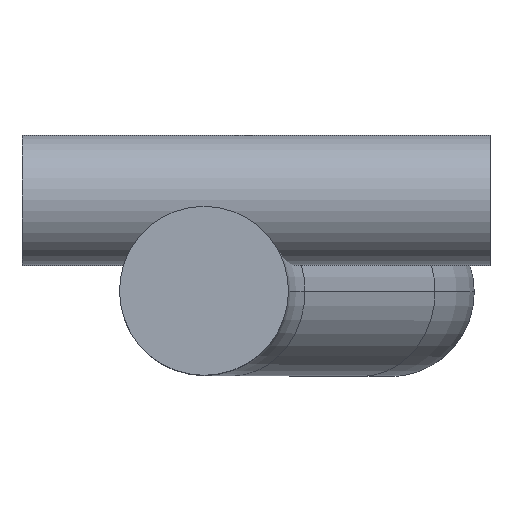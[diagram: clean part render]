
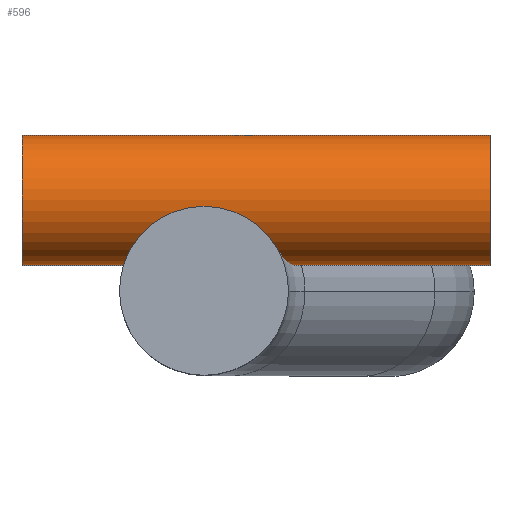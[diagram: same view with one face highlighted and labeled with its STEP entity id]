
A CAD part, top view. The second image highlights one B-rep face of the part: STEP entity #596.
In plain terms, the highlighted cylindrical face has radius 25 mm (diameter 50 mm), a partial arc.
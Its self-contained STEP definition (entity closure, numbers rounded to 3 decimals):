
#1 = CARTESIAN_POINT ( 'NONE',  ( -70., 10., -100. ) ) ;
#39 = EDGE_CURVE ( 'NONE', #376, #321, #482, .T. ) ;
#42 = DIRECTION ( 'NONE',  ( 0., 0., -1. ) ) ;
#50 = CARTESIAN_POINT ( 'NONE',  ( -70., 10., -100. ) ) ;
#58 = ORIENTED_EDGE ( 'NONE', *, *, #39, .F. ) ;
#69 = DIRECTION ( 'NONE',  ( 0., 0., -1. ) ) ;
#88 = VECTOR ( 'NONE', #479, 1000. ) ;
#122 = FACE_OUTER_BOUND ( 'NONE', #386, .T. ) ;
#142 = EDGE_CURVE ( 'NONE', #145, #376, #152, .T. ) ;
#145 = VERTEX_POINT ( 'NONE', #220 ) ;
#152 = LINE ( 'NONE', #519, #88 ) ;
#191 = AXIS2_PLACEMENT_3D ( 'NONE', #370, #319, #69 ) ;
#208 = EDGE_CURVE ( 'NONE', #145, #328, #382, .T. ) ;
#220 = CARTESIAN_POINT ( 'NONE',  ( -70., 60., -100. ) ) ;
#248 = AXIS2_PLACEMENT_3D ( 'NONE', #271, #366, #608 ) ;
#271 = CARTESIAN_POINT ( 'NONE',  ( 110., 35., -100. ) ) ;
#319 = DIRECTION ( 'NONE',  ( 1., 0., 0. ) ) ;
#321 = VERTEX_POINT ( 'NONE', #643 ) ;
#328 = VERTEX_POINT ( 'NONE', #50 ) ;
#366 = DIRECTION ( 'NONE',  ( 1., 0., 0. ) ) ;
#370 = CARTESIAN_POINT ( 'NONE',  ( -70., 35., -100. ) ) ;
#376 = VERTEX_POINT ( 'NONE', #543 ) ;
#382 = CIRCLE ( 'NONE', #396, 25. ) ;
#386 = EDGE_LOOP ( 'NONE', ( #441, #58, #576, #509 ) ) ;
#396 = AXIS2_PLACEMENT_3D ( 'NONE', #593, #534, #42 ) ;
#441 = ORIENTED_EDGE ( 'NONE', *, *, #512, .T. ) ;
#479 = DIRECTION ( 'NONE',  ( 1., 0., 0. ) ) ;
#482 = CIRCLE ( 'NONE', #248, 25. ) ;
#497 = DIRECTION ( 'NONE',  ( 1., 0., 0. ) ) ;
#509 = ORIENTED_EDGE ( 'NONE', *, *, #208, .T. ) ;
#512 = EDGE_CURVE ( 'NONE', #328, #321, #590, .T. ) ;
#519 = CARTESIAN_POINT ( 'NONE',  ( -70., 60., -100. ) ) ;
#534 = DIRECTION ( 'NONE',  ( 1., 0., 0. ) ) ;
#543 = CARTESIAN_POINT ( 'NONE',  ( 110., 60., -100. ) ) ;
#576 = ORIENTED_EDGE ( 'NONE', *, *, #142, .F. ) ;
#590 = LINE ( 'NONE', #1, #636 ) ;
#593 = CARTESIAN_POINT ( 'NONE',  ( -70., 35., -100. ) ) ;
#596 = ADVANCED_FACE ( 'NONE', ( #122 ), #647, .T. ) ;
#608 = DIRECTION ( 'NONE',  ( 0., 0., -1. ) ) ;
#636 = VECTOR ( 'NONE', #497, 1000. ) ;
#643 = CARTESIAN_POINT ( 'NONE',  ( 110., 10., -100. ) ) ;
#647 = CYLINDRICAL_SURFACE ( 'NONE', #191, 25. ) ;
